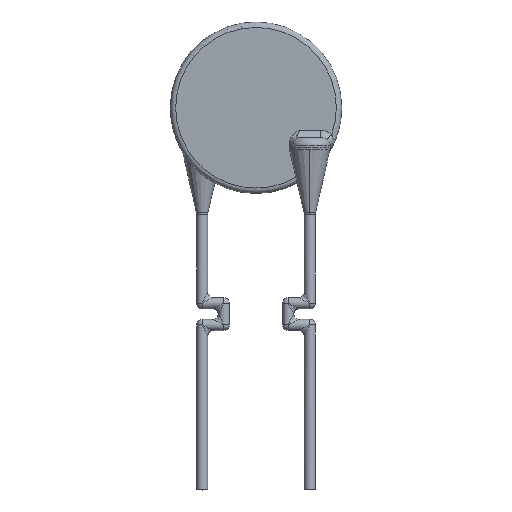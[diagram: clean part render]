
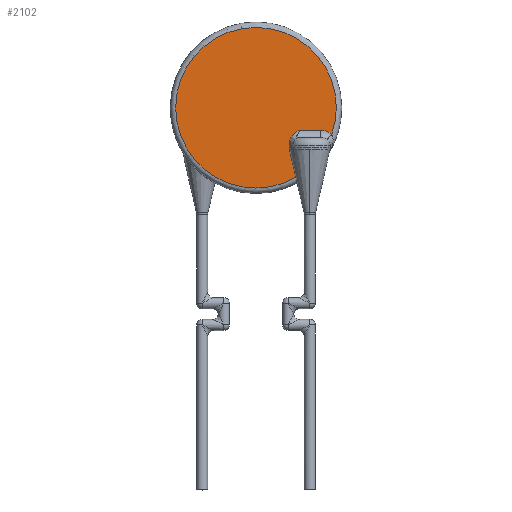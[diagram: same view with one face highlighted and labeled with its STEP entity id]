
A CAD part, top view. The second image highlights one B-rep face of the part: STEP entity #2102.
In plain terms, the highlighted planar face has unit normal (0, 0, 1).
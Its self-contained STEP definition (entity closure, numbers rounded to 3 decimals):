
#250=CARTESIAN_POINT('',(1.528,-1.634,0.6));
#272=DIRECTION('',(0.,1.,0.));
#273=VECTOR('',#272,0.204);
#274=CARTESIAN_POINT('',(1.528,-1.838,0.6));
#275=LINE('',#274,#273);
#276=DIRECTION('',(-0.226,0.974,0.));
#277=VECTOR('',#276,1.329);
#278=CARTESIAN_POINT('',(1.837,-3.212,0.6));
#279=LINE('',#278,#277);
#280=CARTESIAN_POINT('',(2.965,-1.028,0.6));
#281=CARTESIAN_POINT('',(2.993,-1.028,0.6));
#282=CARTESIAN_POINT('',(3.044,-1.03,0.6));
#283=CARTESIAN_POINT('',(3.107,-1.038,0.6));
#284=CARTESIAN_POINT('',(3.166,-1.049,0.6));
#285=CARTESIAN_POINT('',(3.224,-1.064,0.6));
#286=CARTESIAN_POINT('',(3.285,-1.085,0.6));
#287=CARTESIAN_POINT('',(3.343,-1.111,0.6));
#288=CARTESIAN_POINT('',(3.397,-1.141,0.6));
#289=CARTESIAN_POINT('',(3.448,-1.175,0.6));
#290=CARTESIAN_POINT('',(3.48,-1.201,0.6));
#291=CARTESIAN_POINT('',(3.495,-1.214,0.6));
#293=DIRECTION('',(-1.,0.,0.));
#294=VECTOR('',#293,0.975);
#295=CARTESIAN_POINT('',(2.965,-1.028,0.6));
#296=LINE('',#295,#294);
#297=CARTESIAN_POINT('',(1.991,-1.028,0.6));
#298=CARTESIAN_POINT('',(1.972,-1.046,0.6));
#299=CARTESIAN_POINT('',(1.931,-1.083,0.6));
#300=CARTESIAN_POINT('',(1.858,-1.138,0.6));
#301=CARTESIAN_POINT('',(1.776,-1.199,0.6));
#302=CARTESIAN_POINT('',(1.698,-1.266,0.6));
#303=CARTESIAN_POINT('',(1.634,-1.337,0.6));
#304=CARTESIAN_POINT('',(1.584,-1.412,0.6));
#305=CARTESIAN_POINT('',(1.551,-1.486,0.6));
#306=CARTESIAN_POINT('',(1.532,-1.561,0.6));
#307=CARTESIAN_POINT('',(1.528,-1.61,0.6));
#308=CARTESIAN_POINT('',(1.528,-1.634,0.6));
#310=CARTESIAN_POINT('',(1.878,-1.838,0.6));
#311=DIRECTION('',(0.,0.,-1.));
#312=DIRECTION('',(-0.974,-0.226,0.));
#313=AXIS2_PLACEMENT_3D('',#310,#311,#312);
#422=CARTESIAN_POINT('',(0.,0.,0.6));
#423=DIRECTION('',(0.,0.,1.));
#424=DIRECTION('',(0.945,-0.328,0.));
#425=AXIS2_PLACEMENT_3D('',#422,#423,#424);
#427=CARTESIAN_POINT('',(1.837,-3.212,0.6));
#1493=VERTEX_POINT('',#427);
#1579=CARTESIAN_POINT('',(2.965,-1.028,
0.6));
#1580=CARTESIAN_POINT('',(1.991,-1.028,0.6));
#1581=VERTEX_POINT('',#1579);
#1582=VERTEX_POINT('',#1580);
#1603=VERTEX_POINT('',#250);
#1622=CARTESIAN_POINT('',(1.528,-1.838,0.6));
#1623=VERTEX_POINT('',#1622);
#1628=VERTEX_POINT('',#291);
#1643=CARTESIAN_POINT('',(1.537,-1.917,0.6));
#1644=VERTEX_POINT('',#1643);
#2082=CARTESIAN_POINT('',(0.,0.,0.6));
#2083=DIRECTION('',(0.,0.,1.));
#2084=DIRECTION('',(1.,0.,0.));
#2085=AXIS2_PLACEMENT_3D('',#2082,#2083,#2084);
#2086=PLANE('',#2085);
#2087=ORIENTED_EDGE('',*,*,#2070,.F.);
#2089=ORIENTED_EDGE('',*,*,#2088,.F.);
#2091=ORIENTED_EDGE('',*,*,#2090,.F.);
#2093=ORIENTED_EDGE('',*,*,#2092,.F.);
#2095=ORIENTED_EDGE('',*,*,#2094,.F.);
#2097=ORIENTED_EDGE('',*,*,#2096,.T.);
#2099=ORIENTED_EDGE('',*,*,#2098,.T.);
#2100=EDGE_LOOP('',(#2087,#2089,#2091,#2093,#2095,#2097,#2099));
#2101=FACE_OUTER_BOUND('',#2100,.F.);
#292=B_SPLINE_CURVE_WITH_KNOTS('',3,(#280,#281,#282,#283,#284,#285,#286,#287,
#288,#289,#290,#291),.UNSPECIFIED.,.F.,.F.,(4,1,1,1,1,1,1,1,1,4),(0.,
0.111,0.222,0.333,0.444,
0.556,0.667,0.778,0.889,1.),
.UNSPECIFIED.);
#309=B_SPLINE_CURVE_WITH_KNOTS('',3,(#297,#298,#299,#300,#301,#302,#303,#304,
#305,#306,#307,#308),.UNSPECIFIED.,.F.,.F.,(4,1,1,1,1,1,1,1,1,4),(0.,
0.111,0.222,0.333,0.444,
0.556,0.667,0.778,0.889,1.),
.UNSPECIFIED.);
#314=CIRCLE('',#313,0.35);
#426=CIRCLE('',#425,3.7);
#2070=EDGE_CURVE('',#1623,#1603,#275,.T.);
#2088=EDGE_CURVE('',#1644,#1623,#314,.T.);
#2090=EDGE_CURVE('',#1493,#1644,#279,.T.);
#2092=EDGE_CURVE('',#1628,#1493,#426,.T.);
#2094=EDGE_CURVE('',#1581,#1628,#292,.T.);
#2096=EDGE_CURVE('',#1581,#1582,#296,.T.);
#2098=EDGE_CURVE('',#1582,#1603,#309,.T.);
#2102=ADVANCED_FACE('',(#2101),#2086,.T.);
